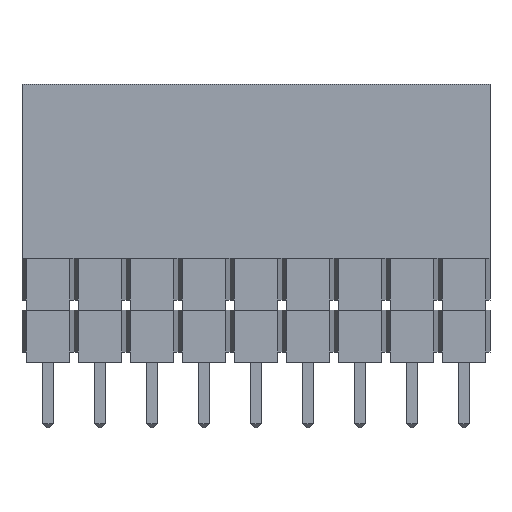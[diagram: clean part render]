
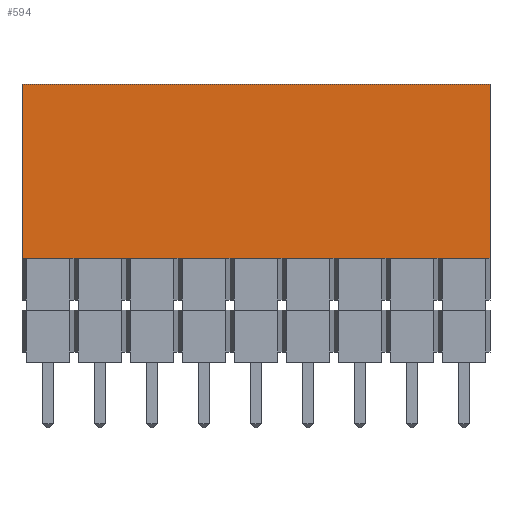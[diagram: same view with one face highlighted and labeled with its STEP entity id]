
A CAD part, front view. The second image highlights one B-rep face of the part: STEP entity #594.
In plain terms, the highlighted planar face has unit normal (0, -1, 0).
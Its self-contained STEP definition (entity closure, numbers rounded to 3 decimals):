
#22 = VERTEX_POINT('',#23);
#23 = CARTESIAN_POINT('',(-1.27,-1.27,13.58));
#31 = EDGE_CURVE('',#22,#32,#34,.T.);
#32 = VERTEX_POINT('',#33);
#33 = CARTESIAN_POINT('',(21.59,-1.27,13.58));
#34 = LINE('',#35,#36);
#35 = CARTESIAN_POINT('',(-1.27,-1.27,13.58));
#36 = VECTOR('',#37,1.);
#37 = DIRECTION('',(1.,0.,0.));
#368 = EDGE_CURVE('',#369,#22,#371,.T.);
#369 = VERTEX_POINT('',#370);
#370 = CARTESIAN_POINT('',(-1.27,-1.27,5.08));
#371 = LINE('',#372,#373);
#372 = CARTESIAN_POINT('',(-1.27,-1.27,5.08));
#373 = VECTOR('',#374,1.);
#374 = DIRECTION('',(0.,0.,1.));
#594 = ADVANCED_FACE('',(#595),#757,.F.);
#595 = FACE_BOUND('',#596,.F.);
#596 = EDGE_LOOP('',(#597,#605,#606,#607,#615,#623,#631,#639,#647,#655,
    #663,#671,#679,#687,#695,#703,#711,#719,#727,#735,#743,#751));
#597 = ORIENTED_EDGE('',*,*,#598,.F.);
#598 = EDGE_CURVE('',#369,#599,#601,.T.);
#599 = VERTEX_POINT('',#600);
#600 = CARTESIAN_POINT('',(-1.07,-1.27,5.08));
#601 = LINE('',#602,#603);
#602 = CARTESIAN_POINT('',(-1.27,-1.27,5.08));
#603 = VECTOR('',#604,1.);
#604 = DIRECTION('',(1.,0.,0.));
#605 = ORIENTED_EDGE('',*,*,#368,.T.);
#606 = ORIENTED_EDGE('',*,*,#31,.T.);
#607 = ORIENTED_EDGE('',*,*,#608,.F.);
#608 = EDGE_CURVE('',#609,#32,#611,.T.);
#609 = VERTEX_POINT('',#610);
#610 = CARTESIAN_POINT('',(21.59,-1.27,5.08));
#611 = LINE('',#612,#613);
#612 = CARTESIAN_POINT('',(21.59,-1.27,5.08));
#613 = VECTOR('',#614,1.);
#614 = DIRECTION('',(0.,0.,1.));
#615 = ORIENTED_EDGE('',*,*,#616,.F.);
#616 = EDGE_CURVE('',#617,#609,#619,.T.);
#617 = VERTEX_POINT('',#618);
#618 = CARTESIAN_POINT('',(21.39,-1.27,5.08));
#619 = LINE('',#620,#621);
#620 = CARTESIAN_POINT('',(-1.27,-1.27,5.08));
#621 = VECTOR('',#622,1.);
#622 = DIRECTION('',(1.,0.,0.));
#623 = ORIENTED_EDGE('',*,*,#624,.F.);
#624 = EDGE_CURVE('',#625,#617,#627,.T.);
#625 = VERTEX_POINT('',#626);
#626 = CARTESIAN_POINT('',(19.25,-1.27,5.08));
#627 = LINE('',#628,#629);
#628 = CARTESIAN_POINT('',(19.05,-1.27,5.08));
#629 = VECTOR('',#630,1.);
#630 = DIRECTION('',(1.,0.,0.));
#631 = ORIENTED_EDGE('',*,*,#632,.F.);
#632 = EDGE_CURVE('',#633,#625,#635,.T.);
#633 = VERTEX_POINT('',#634);
#634 = CARTESIAN_POINT('',(18.85,-1.27,5.08));
#635 = LINE('',#636,#637);
#636 = CARTESIAN_POINT('',(-1.27,-1.27,5.08));
#637 = VECTOR('',#638,1.);
#638 = DIRECTION('',(1.,0.,0.));
#639 = ORIENTED_EDGE('',*,*,#640,.F.);
#640 = EDGE_CURVE('',#641,#633,#643,.T.);
#641 = VERTEX_POINT('',#642);
#642 = CARTESIAN_POINT('',(16.71,-1.27,5.08));
#643 = LINE('',#644,#645);
#644 = CARTESIAN_POINT('',(16.51,-1.27,5.08));
#645 = VECTOR('',#646,1.);
#646 = DIRECTION('',(1.,0.,0.));
#647 = ORIENTED_EDGE('',*,*,#648,.F.);
#648 = EDGE_CURVE('',#649,#641,#651,.T.);
#649 = VERTEX_POINT('',#650);
#650 = CARTESIAN_POINT('',(16.31,-1.27,5.08));
#651 = LINE('',#652,#653);
#652 = CARTESIAN_POINT('',(-1.27,-1.27,5.08));
#653 = VECTOR('',#654,1.);
#654 = DIRECTION('',(1.,0.,0.));
#655 = ORIENTED_EDGE('',*,*,#656,.F.);
#656 = EDGE_CURVE('',#657,#649,#659,.T.);
#657 = VERTEX_POINT('',#658);
#658 = CARTESIAN_POINT('',(14.17,-1.27,5.08));
#659 = LINE('',#660,#661);
#660 = CARTESIAN_POINT('',(13.97,-1.27,5.08));
#661 = VECTOR('',#662,1.);
#662 = DIRECTION('',(1.,0.,0.));
#663 = ORIENTED_EDGE('',*,*,#664,.F.);
#664 = EDGE_CURVE('',#665,#657,#667,.T.);
#665 = VERTEX_POINT('',#666);
#666 = CARTESIAN_POINT('',(13.77,-1.27,5.08));
#667 = LINE('',#668,#669);
#668 = CARTESIAN_POINT('',(-1.27,-1.27,5.08));
#669 = VECTOR('',#670,1.);
#670 = DIRECTION('',(1.,0.,0.));
#671 = ORIENTED_EDGE('',*,*,#672,.F.);
#672 = EDGE_CURVE('',#673,#665,#675,.T.);
#673 = VERTEX_POINT('',#674);
#674 = CARTESIAN_POINT('',(11.63,-1.27,5.08));
#675 = LINE('',#676,#677);
#676 = CARTESIAN_POINT('',(11.43,-1.27,5.08));
#677 = VECTOR('',#678,1.);
#678 = DIRECTION('',(1.,0.,0.));
#679 = ORIENTED_EDGE('',*,*,#680,.F.);
#680 = EDGE_CURVE('',#681,#673,#683,.T.);
#681 = VERTEX_POINT('',#682);
#682 = CARTESIAN_POINT('',(11.23,-1.27,5.08));
#683 = LINE('',#684,#685);
#684 = CARTESIAN_POINT('',(-1.27,-1.27,5.08));
#685 = VECTOR('',#686,1.);
#686 = DIRECTION('',(1.,0.,0.));
#687 = ORIENTED_EDGE('',*,*,#688,.F.);
#688 = EDGE_CURVE('',#689,#681,#691,.T.);
#689 = VERTEX_POINT('',#690);
#690 = CARTESIAN_POINT('',(9.09,-1.27,5.08));
#691 = LINE('',#692,#693);
#692 = CARTESIAN_POINT('',(8.89,-1.27,5.08));
#693 = VECTOR('',#694,1.);
#694 = DIRECTION('',(1.,0.,0.));
#695 = ORIENTED_EDGE('',*,*,#696,.F.);
#696 = EDGE_CURVE('',#697,#689,#699,.T.);
#697 = VERTEX_POINT('',#698);
#698 = CARTESIAN_POINT('',(8.69,-1.27,5.08));
#699 = LINE('',#700,#701);
#700 = CARTESIAN_POINT('',(-1.27,-1.27,5.08));
#701 = VECTOR('',#702,1.);
#702 = DIRECTION('',(1.,0.,0.));
#703 = ORIENTED_EDGE('',*,*,#704,.F.);
#704 = EDGE_CURVE('',#705,#697,#707,.T.);
#705 = VERTEX_POINT('',#706);
#706 = CARTESIAN_POINT('',(6.55,-1.27,5.08));
#707 = LINE('',#708,#709);
#708 = CARTESIAN_POINT('',(6.35,-1.27,5.08));
#709 = VECTOR('',#710,1.);
#710 = DIRECTION('',(1.,0.,0.));
#711 = ORIENTED_EDGE('',*,*,#712,.F.);
#712 = EDGE_CURVE('',#713,#705,#715,.T.);
#713 = VERTEX_POINT('',#714);
#714 = CARTESIAN_POINT('',(6.15,-1.27,5.08));
#715 = LINE('',#716,#717);
#716 = CARTESIAN_POINT('',(-1.27,-1.27,5.08));
#717 = VECTOR('',#718,1.);
#718 = DIRECTION('',(1.,0.,0.));
#719 = ORIENTED_EDGE('',*,*,#720,.F.);
#720 = EDGE_CURVE('',#721,#713,#723,.T.);
#721 = VERTEX_POINT('',#722);
#722 = CARTESIAN_POINT('',(4.01,-1.27,5.08));
#723 = LINE('',#724,#725);
#724 = CARTESIAN_POINT('',(3.81,-1.27,5.08));
#725 = VECTOR('',#726,1.);
#726 = DIRECTION('',(1.,0.,0.));
#727 = ORIENTED_EDGE('',*,*,#728,.F.);
#728 = EDGE_CURVE('',#729,#721,#731,.T.);
#729 = VERTEX_POINT('',#730);
#730 = CARTESIAN_POINT('',(3.61,-1.27,5.08));
#731 = LINE('',#732,#733);
#732 = CARTESIAN_POINT('',(-1.27,-1.27,5.08));
#733 = VECTOR('',#734,1.);
#734 = DIRECTION('',(1.,0.,0.));
#735 = ORIENTED_EDGE('',*,*,#736,.F.);
#736 = EDGE_CURVE('',#737,#729,#739,.T.);
#737 = VERTEX_POINT('',#738);
#738 = CARTESIAN_POINT('',(1.47,-1.27,5.08));
#739 = LINE('',#740,#741);
#740 = CARTESIAN_POINT('',(1.27,-1.27,5.08));
#741 = VECTOR('',#742,1.);
#742 = DIRECTION('',(1.,0.,0.));
#743 = ORIENTED_EDGE('',*,*,#744,.F.);
#744 = EDGE_CURVE('',#745,#737,#747,.T.);
#745 = VERTEX_POINT('',#746);
#746 = CARTESIAN_POINT('',(1.07,-1.27,5.08));
#747 = LINE('',#748,#749);
#748 = CARTESIAN_POINT('',(-1.27,-1.27,5.08));
#749 = VECTOR('',#750,1.);
#750 = DIRECTION('',(1.,0.,0.));
#751 = ORIENTED_EDGE('',*,*,#752,.F.);
#752 = EDGE_CURVE('',#599,#745,#753,.T.);
#753 = LINE('',#754,#755);
#754 = CARTESIAN_POINT('',(-1.27,-1.27,5.08));
#755 = VECTOR('',#756,1.);
#756 = DIRECTION('',(1.,0.,0.));
#757 = PLANE('',#758);
#758 = AXIS2_PLACEMENT_3D('',#759,#760,#761);
#759 = CARTESIAN_POINT('',(-1.27,-1.27,5.08));
#760 = DIRECTION('',(0.,1.,0.));
#761 = DIRECTION('',(0.,0.,1.));
